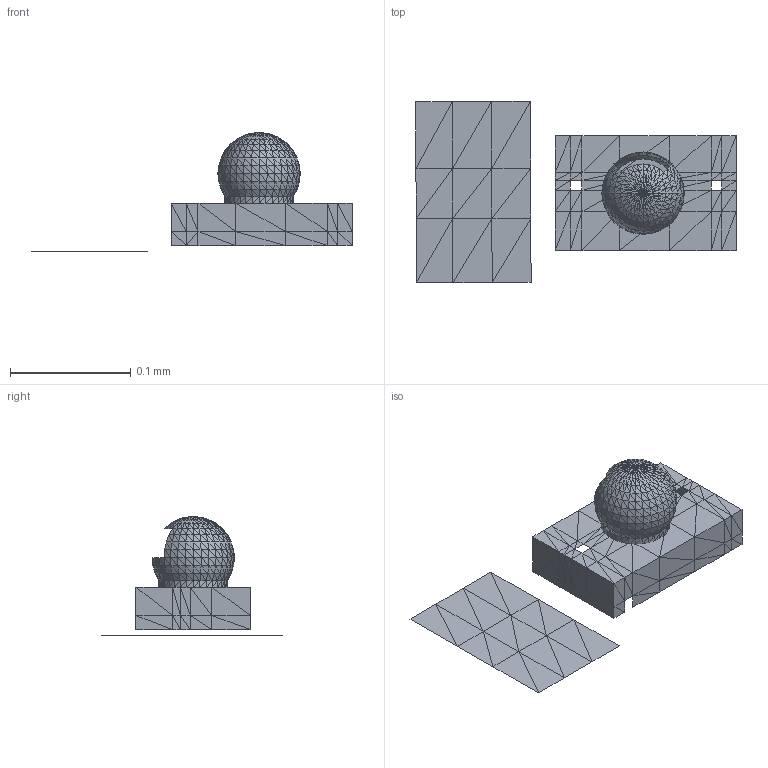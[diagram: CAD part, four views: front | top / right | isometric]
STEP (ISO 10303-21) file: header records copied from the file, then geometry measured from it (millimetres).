
FILE_DESCRIPTION(('FreeCAD Model'),'2;1');
FILE_NAME('Open CASCADE Shape Model','2025-05-28T18:27:40',('FreeCAD'),( 'FreeCAD'),'Open CASCADE STEP processor 7.8','FreeCAD','Unknown');
FILE_SCHEMA(('AUTOMOTIVE_DESIGN { 1 0 10303 214 1 1 1 1 }'));
Length unit declared in the file: millimetre
Products named in the file (1): Open CASCADE STEP translator 7.8 1
Bounding box: 0.27 x 0.15 x 0.1 mm (x, y, z)
Surface area: 0.1 mm2 (no closed solid volume)
Topology: 0 solids, 844 shells, 844 faces, 2532 edges, 2532 vertices
Faces by surface type: plane 844
Entity records: 28712 total; most frequent: CARTESIAN_POINT 5909, DIRECTION 4222, ORIENTED_EDGE 2532, EDGE_CURVE 2532, VERTEX_POINT 2532, LINE 2532, VECTOR 2532, AXIS2_PLACEMENT_3D 845
